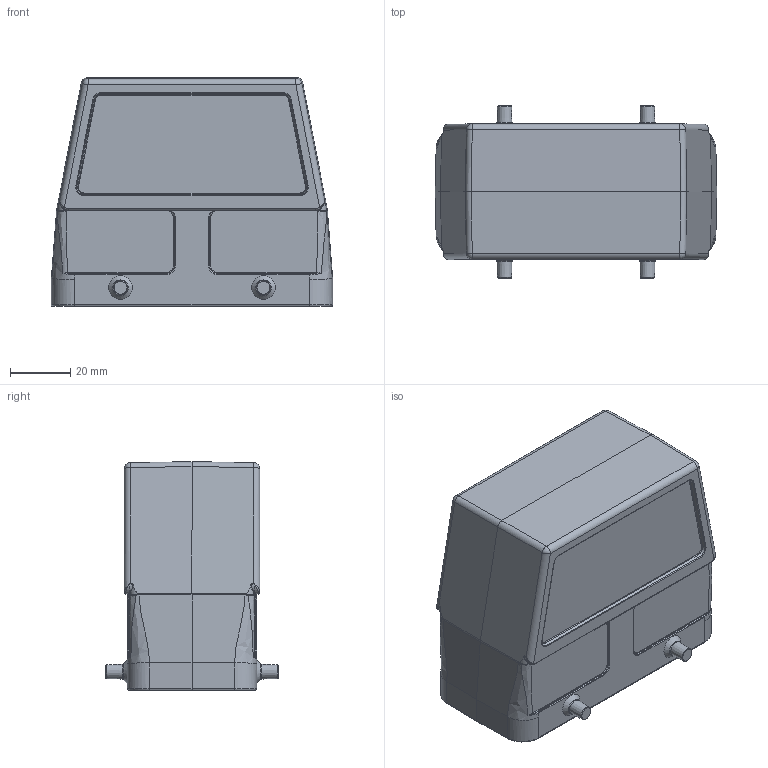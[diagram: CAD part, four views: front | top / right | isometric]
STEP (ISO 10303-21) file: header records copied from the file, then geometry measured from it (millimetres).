
FILE_DESCRIPTION(/* description */ (''),/* implementation_level */ '2;1');
FILE_NAME(/* name */ '100175858ugm000_c.stp',/* time_stamp */ '2017-10-27T12:10:23+02:00',/* author */ (''),/* organization */ (''),/* preprocessor_version */ 'ST-DEVELOPER v16',/* originating_system */ 'SIEMENS PLM Software NX 10.0',/* authorisation */ '');
FILE_SCHEMA (('AUTOMOTIVE_DESIGN { 1 0 10303 214 3 1 1 1 }'));
Length unit declared in the file: millimetre
Products named in the file (1): 100175858ugm000_c
Bounding box: 93.5 x 57.2 x 76 mm (x, y, z)
Volume: 85246.2 mm3; surface area: 43149.1 mm2
Topology: 1 solids, 1 shells, 545 faces, 1808 edges, 1763 vertices
Faces by surface type: plane 172, bspline 135, cylinder 126, torus 55, cone 51, sphere 6
Full cylindrical faces by diameter (mm): 3 x4
Entity records: 23526 total; most frequent: CARTESIAN_POINT 8395, ORIENTED_EDGE 2524, DIRECTION 2368, EDGE_CURVE 1262, AXIS2_PLACEMENT_3D 869, VERTEX_POINT 781, B_SPLINE_CURVE_WITH_KNOTS 643, LINE 630
